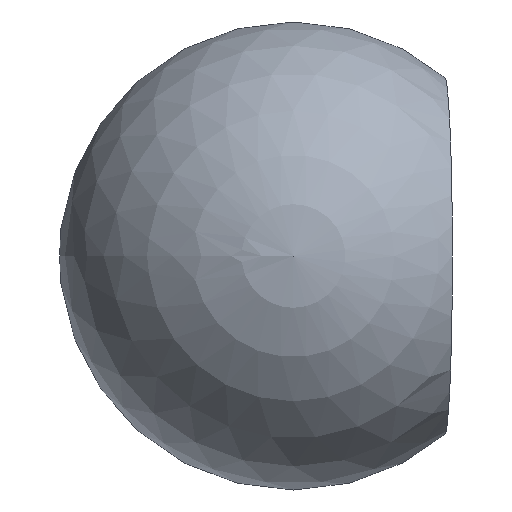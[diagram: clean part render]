
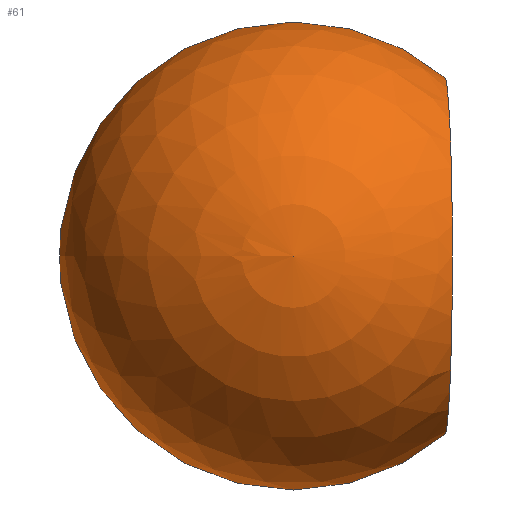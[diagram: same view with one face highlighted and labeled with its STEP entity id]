
A CAD part, left-side view. The second image highlights one B-rep face of the part: STEP entity #61.
In plain terms, the highlighted spherical face has radius 13.6 mm.
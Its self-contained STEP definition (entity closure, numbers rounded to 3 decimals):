
#61 = ADVANCED_FACE( '', ( #129, #130 ), #131, .T. );
#129 = FACE_BOUND( '', #189, .T. );
#130 = FACE_OUTER_BOUND( '', #190, .T. );
#131 = SPHERICAL_SURFACE( '', #191, 13.6 );
#189 = VERTEX_LOOP( '', #269 );
#190 = EDGE_LOOP( '', ( #270, #271 ) );
#191 = AXIS2_PLACEMENT_3D( '', #272, #273, #274 );
#269 = VERTEX_POINT( '', #304 );
#270 = ORIENTED_EDGE( '', *, *, #290, .F. );
#271 = ORIENTED_EDGE( '', *, *, #302, .T. );
#272 = CARTESIAN_POINT( '', ( 0., 0., 0. ) );
#273 = DIRECTION( '', ( 1., 0., 0. ) );
#274 = DIRECTION( '', ( 0., 1., 0. ) );
#290 = EDGE_CURVE( '', #324, #325, #327, .T. );
#302 = EDGE_CURVE( '', #324, #325, #341, .F. );
#304 = CARTESIAN_POINT( '', ( -13.6, 0., 0. ) );
#324 = VERTEX_POINT( '', #362 );
#325 = VERTEX_POINT( '', #363 );
#327 = CIRCLE( '', #374, 8.589 );
#341 = CIRCLE( '', #388, 10.369 );
#362 = CARTESIAN_POINT( '', ( 10.544, -8.348, -2.022 ) );
#363 = CARTESIAN_POINT( '', ( 10.544, -8.348, 2.022 ) );
#374 = AXIS2_PLACEMENT_3D( '', #411, #412, #413 );
#388 = AXIS2_PLACEMENT_3D( '', #423, #424, #425 );
#411 = CARTESIAN_POINT( '', ( 10.544, 0., 0. ) );
#412 = DIRECTION( '', ( 1., 0., 0. ) );
#413 = DIRECTION( '', ( 0., 0., -1. ) );
#423 = CARTESIAN_POINT( '', ( 0.384, -8.792, 0. ) );
#424 = DIRECTION( '', ( 0.044, -0.999, 0. ) );
#425 = DIRECTION( '', ( 0.999, 0.044, 0. ) );
